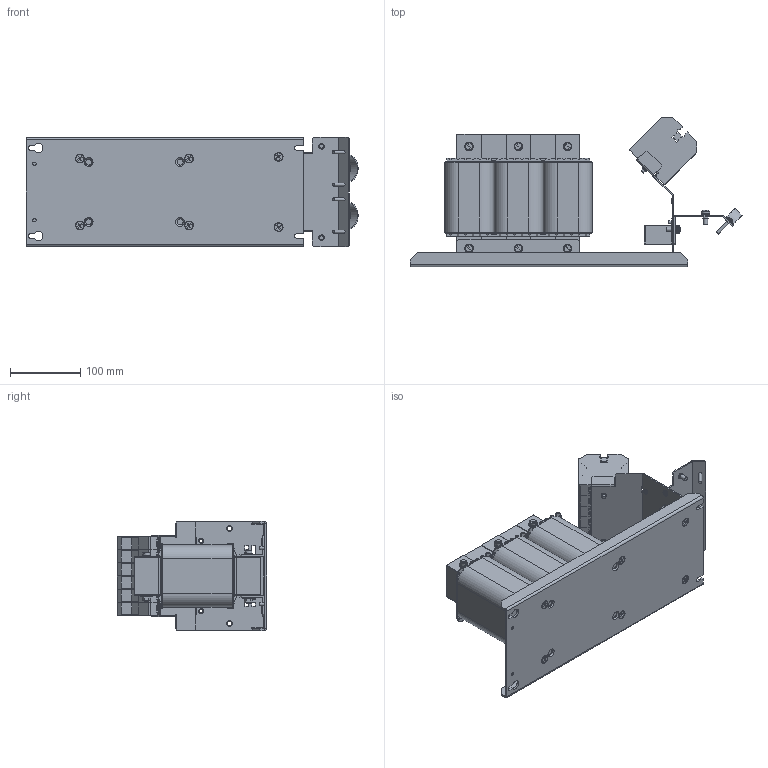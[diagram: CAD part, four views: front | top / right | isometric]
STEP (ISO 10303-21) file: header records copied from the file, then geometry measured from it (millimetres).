
FILE_DESCRIPTION (( 'STEP AP214' ), '1' );
FILE_NAME ('130B2841.STEP', '2015-02-12T10:05:02', ( 'EDV' ), ( 'Microsoft' ), 'SwSTEP 2.0', 'SolidWorks 2014', '' );
FILE_SCHEMA (( 'AUTOMOTIVE_DESIGN' ));
Length unit declared in the file: millimetre
Products named in the file (26): M6x70-DIN84; 130B2841; curved spring lock washer_din_Spring washer DIN 128 - A5; pan head cross recess screw_din_ISO 7045 - M5 x 10 - Z --- 10N; countersunk flat head cross recess screw_din_ISO 7046-1 - M6 x 8 - Z --- 8N; countersunk flat head cross recess screw_din_ISO 7046-1 - M4 x 8 - Z --- 8N; plain washer large_din_Washer DIN 9021 - 6.4; plain washer grade a_din_Washer DIN 125 - A 6.4; hex nut gradec_din_Hexagon Nut ISO 4034 - M6 - N; +1095-0157; #140-0132; Verguss; #060-0425; WDU 50N beige +2210-0081; #050-0916; Wickel 3UI 105_55; #040-1231; UI105-55oD; #020-1796; curved spring lock washer_din_Spring washer DIN 128 - A6; #040-0193; pan head cross recess screw_din_ISO 7045 - M6 x 16 - Z --- 16N; TS35x110; pan head cross collar screw_din_DIN 967 - M4 x 25 - Z --- 23.6N; #050-0918; M6x65-DIN84
Assembly tree (80 placements, depth 2):
  130B2841
    #050-0918
    TS35x110
    #040-0193  x6
    #020-1796
    #040-1231  x2
    #050-0916
    #060-0425
    #140-0132
    +1095-0157  x2
    hex nut gradec_din_Hexagon Nut ISO 4034 - M6 - N  x6
    plain washer grade a_din_Washer DIN 125 - A 6.4  x10
    plain washer large_din_Washer DIN 9021 - 6.4  x6
    countersunk flat head cross recess screw_din_ISO 7046-1 - M4 x 8 - Z --- 8N
    countersunk flat head cross recess screw_din_ISO 7046-1 - M6 x 8 - Z --- 8N  x6
    pan head cross recess screw_din_ISO 7045 - M5 x 10 - Z --- 10N  x2
    curved spring lock washer_din_Spring washer DIN 128 - A5  x2
    M6x70-DIN84  x3
    M6x65-DIN84  x3
    pan head cross collar screw_din_DIN 967 - M4 x 25 - Z --- 23.6N  x4
    pan head cross recess screw_din_ISO 7045 - M6 x 16 - Z --- 16N  x4
    curved spring lock washer_din_Spring washer DIN 128 - A6  x4
    UI105-55oD  x3
    Wickel 3UI 105_55  x3
    WDU 50N beige +2210-0081  x6
    Verguss
Bounding box: 471.8 x 212.36 x 155 mm (x, y, z)
Volume: 3403455.1 mm3; surface area: 1049365.8 mm2
Topology: 88 solids, 88 shells, 4066 faces, 10618 edges, 6832 vertices
Faces by surface type: plane 3023, cylinder 720, cone 181, bspline 85, torus 47, sphere 10
Full cylindrical faces by diameter (mm): 3 x24, 3.7 x4, 4 x6, 4.318 x1, 5 x16, 5.5 x6, 6 x36, 6.4 x16, 6.95 x4, 7 x4, 7.15 x4, 8 x12, 8.4 x1, 8.5 x28, 9.5 x2, 10 x10, 11.3 x6, 12 x14, 18 x6
Entity records: 52441 total; most frequent: CARTESIAN_POINT 13669, ORIENTED_EDGE 7522, DIRECTION 7274, EDGE_CURVE 3761, VECTOR 2796, LINE 2796, VERTEX_POINT 2486, AXIS2_PLACEMENT_3D 2239
